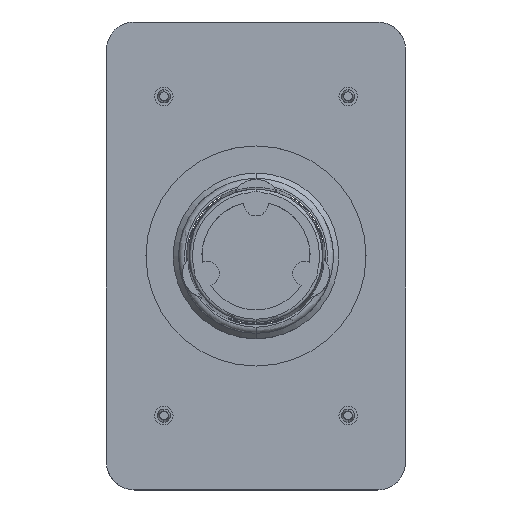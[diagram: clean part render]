
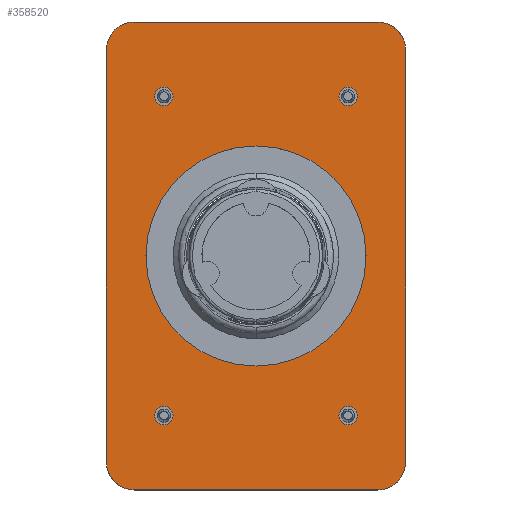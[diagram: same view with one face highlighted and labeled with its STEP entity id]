
A CAD part, top view. The second image highlights one B-rep face of the part: STEP entity #358520.
In plain terms, the highlighted face is planar.
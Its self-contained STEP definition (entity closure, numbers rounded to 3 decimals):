
#5580=CARTESIAN_POINT('',(26.2,41.275,-11.811));
#5590=VERTEX_POINT('',#5580);
#5750=CARTESIAN_POINT('',(21.425,41.275,-11.811));
#5760=VERTEX_POINT('',#5750);
#5790=CARTESIAN_POINT('',(23.813,41.275,-11.811));
#5800=DIRECTION('',(0.,0.,-1.));
#5810=DIRECTION('',(-1.,0.,0.));
#5820=AXIS2_PLACEMENT_3D('',#5790,#5800,#5810);
#5830=CIRCLE('',#5820,2.388);
#5840=EDGE_CURVE('',#5590,#5760,#5830,.T.);
#356750=CARTESIAN_POINT('',(28.448,0.,
-11.811));
#356760=VERTEX_POINT('',#356750);
#356840=CARTESIAN_POINT('',(-28.448,0.,
-11.811));
#356850=VERTEX_POINT('',#356840);
#356880=CARTESIAN_POINT('',(0.,0.,
-11.811));
#356890=DIRECTION('',(0.,0.,-1.));
#356900=DIRECTION('',(-1.,0.,0.));
#356910=AXIS2_PLACEMENT_3D('',#356880,#356890,#356900);
#356920=CIRCLE('',#356910,28.448);
#356930=EDGE_CURVE('',#356760,#356850,#356920,.T.);
#356980=CARTESIAN_POINT('',(0.,0.,
-11.811));
#356990=DIRECTION('',(0.,0.,-1.));
#357000=DIRECTION('',(-1.,0.,0.));
#357010=AXIS2_PLACEMENT_3D('',#356980,#356990,#357000);
#357020=PLANE('',#357010);
#357030=CARTESIAN_POINT('',(-31.441,60.49,-11.811)
);
#357040=CARTESIAN_POINT('',(-32.389,60.49,-11.811)
);
#357050=CARTESIAN_POINT('',(-33.329,60.307,
-11.811));
#357060=CARTESIAN_POINT('',(-35.084,59.586,
-11.811));
#357070=CARTESIAN_POINT('',(-35.882,59.055,
-11.811));
#357080=CARTESIAN_POINT('',(-37.224,57.714,
-11.811));
#357090=CARTESIAN_POINT('',(-37.755,56.915,
-11.811));
#357100=CARTESIAN_POINT('',(-38.475,55.16,
-11.811));
#357110=CARTESIAN_POINT('',(-38.659,54.221,-11.811)
);
#357120=CARTESIAN_POINT('',(-38.659,53.272,-11.811)
);
#357130=B_SPLINE_CURVE_WITH_KNOTS('',3,(#357030,#357040,#357050,#357060,
#357070,#357080,#357090,#357100,#357110,#357120),.UNSPECIFIED.,.F.,.F.,(
4,2,2,2,4),(0.,1.,2.,3.,4.),.UNSPECIFIED.);
#357140=CARTESIAN_POINT('',(-31.441,60.49,-11.811)
);
#357150=VERTEX_POINT('',#357140);
#357160=CARTESIAN_POINT('',(-38.659,53.272,-11.811)
);
#357170=VERTEX_POINT('',#357160);
#357180=EDGE_CURVE('',#357150,#357170,#357130,.T.);
#357190=ORIENTED_EDGE('',*,*,#357180,.F.);
#357200=CARTESIAN_POINT('',(-38.659,0.,
-11.811));
#357210=DIRECTION('',(0.,1.,0.));
#357220=VECTOR('',#357210,1.);
#357230=LINE('',#357200,#357220);
#357240=CARTESIAN_POINT('',(-38.659,-53.272,-11.811
));
#357250=VERTEX_POINT('',#357240);
#357260=EDGE_CURVE('',#357250,#357170,#357230,.T.);
#357270=ORIENTED_EDGE('',*,*,#357260,.T.);
#357280=CARTESIAN_POINT('',(-38.659,-53.272,-11.811
));
#357290=CARTESIAN_POINT('',(-38.659,-54.221,-11.811
));
#357300=CARTESIAN_POINT('',(-38.475,-55.16,
-11.811));
#357310=CARTESIAN_POINT('',(-37.755,-56.915,
-11.811));
#357320=CARTESIAN_POINT('',(-37.224,-57.714,
-11.811));
#357330=CARTESIAN_POINT('',(-35.882,-59.055,
-11.811));
#357340=CARTESIAN_POINT('',(-35.084,-59.586,
-11.811));
#357350=CARTESIAN_POINT('',(-33.329,-60.307,
-11.811));
#357360=CARTESIAN_POINT('',(-32.389,-60.49,-11.811
));
#357370=CARTESIAN_POINT('',(-31.441,-60.49,-11.811
));
#357380=B_SPLINE_CURVE_WITH_KNOTS('',3,(#357280,#357290,#357300,#357310,
#357320,#357330,#357340,#357350,#357360,#357370),.UNSPECIFIED.,.F.,.F.,(
4,2,2,2,4),(0.,1.,2.,3.,4.),.UNSPECIFIED.);
#357390=CARTESIAN_POINT('',(-31.441,-60.49,-11.811
));
#357400=VERTEX_POINT('',#357390);
#357410=EDGE_CURVE('',#357250,#357400,#357380,.T.);
#357420=ORIENTED_EDGE('',*,*,#357410,.F.);
#357430=CARTESIAN_POINT('',(0.,-60.49,
-11.811));
#357440=DIRECTION('',(-1.,0.,0.));
#357450=VECTOR('',#357440,1.);
#357460=LINE('',#357430,#357450);
#357470=CARTESIAN_POINT('',(31.441,-60.49,-11.811)
);
#357480=VERTEX_POINT('',#357470);
#357490=EDGE_CURVE('',#357480,#357400,#357460,.T.);
#357500=ORIENTED_EDGE('',*,*,#357490,.T.);
#357510=CARTESIAN_POINT('',(31.441,-60.49,-11.811)
);
#357520=CARTESIAN_POINT('',(32.389,-60.49,-11.811)
);
#357530=CARTESIAN_POINT('',(33.329,-60.307,
-11.811));
#357540=CARTESIAN_POINT('',(35.084,-59.586,
-11.811));
#357550=CARTESIAN_POINT('',(35.882,-59.055,
-11.811));
#357560=CARTESIAN_POINT('',(37.224,-57.714,
-11.811));
#357570=CARTESIAN_POINT('',(37.755,-56.915,
-11.811));
#357580=CARTESIAN_POINT('',(38.475,-55.16,
-11.811));
#357590=CARTESIAN_POINT('',(38.659,-54.221,-11.811)
);
#357600=CARTESIAN_POINT('',(38.659,-53.272,-11.811)
);
#357610=B_SPLINE_CURVE_WITH_KNOTS('',3,(#357510,#357520,#357530,#357540,
#357550,#357560,#357570,#357580,#357590,#357600),.UNSPECIFIED.,.F.,.F.,(
4,2,2,2,4),(0.,1.,2.,3.,4.),.UNSPECIFIED.);
#357620=CARTESIAN_POINT('',(38.659,-53.272,-11.811)
);
#357630=VERTEX_POINT('',#357620);
#357640=EDGE_CURVE('',#357480,#357630,#357610,.T.);
#357650=ORIENTED_EDGE('',*,*,#357640,.F.);
#357660=CARTESIAN_POINT('',(38.659,0.,
-11.811));
#357670=DIRECTION('',(0.,-1.,0.));
#357680=VECTOR('',#357670,1.);
#357690=LINE('',#357660,#357680);
#357700=CARTESIAN_POINT('',(38.659,53.272,-11.811))
;
#357710=VERTEX_POINT('',#357700);
#357720=EDGE_CURVE('',#357710,#357630,#357690,.T.);
#357730=ORIENTED_EDGE('',*,*,#357720,.T.);
#357740=CARTESIAN_POINT('',(38.659,53.272,-11.811))
;
#357750=CARTESIAN_POINT('',(38.659,54.221,-11.811))
;
#357760=CARTESIAN_POINT('',(38.475,55.16,
-11.811));
#357770=CARTESIAN_POINT('',(37.755,56.915,
-11.811));
#357780=CARTESIAN_POINT('',(37.224,57.714,
-11.811));
#357790=CARTESIAN_POINT('',(35.882,59.055,
-11.811));
#357800=CARTESIAN_POINT('',(35.084,59.586,
-11.811));
#357810=CARTESIAN_POINT('',(33.329,60.307,
-11.811));
#357820=CARTESIAN_POINT('',(32.389,60.49,-11.811))
;
#357830=CARTESIAN_POINT('',(31.441,60.49,-11.811))
;
#357840=B_SPLINE_CURVE_WITH_KNOTS('',3,(#357740,#357750,#357760,#357770,
#357780,#357790,#357800,#357810,#357820,#357830),.UNSPECIFIED.,.F.,.F.,(
4,2,2,2,4),(0.,1.,2.,3.,4.),.UNSPECIFIED.);
#357850=CARTESIAN_POINT('',(31.441,60.49,-11.811))
;
#357860=VERTEX_POINT('',#357850);
#357870=EDGE_CURVE('',#357710,#357860,#357840,.T.);
#357880=ORIENTED_EDGE('',*,*,#357870,.F.);
#357890=CARTESIAN_POINT('',(0.,60.49,
-11.811));
#357900=DIRECTION('',(1.,0.,0.));
#357910=VECTOR('',#357900,1.);
#357920=LINE('',#357890,#357910);
#357930=EDGE_CURVE('',#357150,#357860,#357920,.T.);
#357940=ORIENTED_EDGE('',*,*,#357930,.T.);
#357950=EDGE_LOOP('',(#357940,#357880,#357730,#357650,#357500,#357420,
#357270,#357190));
#357960=FACE_OUTER_BOUND('',#357950,.T.);
#357970=CARTESIAN_POINT('',(-23.813,-41.275,-11.811));
#357980=DIRECTION('',(0.,0.,-1.));
#357990=DIRECTION('',(-1.,0.,0.));
#358000=AXIS2_PLACEMENT_3D('',#357970,#357980,#357990);
#358010=CIRCLE('',#358000,2.388);
#358020=CARTESIAN_POINT('',(-26.2,-41.275,-11.811));
#358030=VERTEX_POINT('',#358020);
#358040=CARTESIAN_POINT('',(-21.425,-41.275,-11.811));
#358050=VERTEX_POINT('',#358040);
#358060=EDGE_CURVE('',#358030,#358050,#358010,.T.);
#358070=ORIENTED_EDGE('',*,*,#358060,.F.);
#358080=EDGE_CURVE('',#358050,#358030,#358010,.T.);
#358090=ORIENTED_EDGE('',*,*,#358080,.F.);
#358100=EDGE_LOOP('',(#358090,#358070));
#358110=FACE_BOUND('',#358100,.T.);
#358120=CARTESIAN_POINT('',(23.813,-41.275,-11.811));
#358130=DIRECTION('',(0.,0.,-1.));
#358140=DIRECTION('',(-1.,0.,0.));
#358150=AXIS2_PLACEMENT_3D('',#358120,#358130,#358140);
#358160=CIRCLE('',#358150,2.388);
#358170=CARTESIAN_POINT('',(21.425,-41.275,-11.811));
#358180=VERTEX_POINT('',#358170);
#358190=CARTESIAN_POINT('',(26.2,-41.275,-11.811));
#358200=VERTEX_POINT('',#358190);
#358210=EDGE_CURVE('',#358180,#358200,#358160,.T.);
#358220=ORIENTED_EDGE('',*,*,#358210,.F.);
#358230=EDGE_CURVE('',#358200,#358180,#358160,.T.);
#358240=ORIENTED_EDGE('',*,*,#358230,.F.);
#358250=EDGE_LOOP('',(#358240,#358220));
#358260=FACE_BOUND('',#358250,.T.);
#358270=CARTESIAN_POINT('',(-23.813,41.275,-11.811));
#358280=DIRECTION('',(0.,0.,-1.));
#358290=DIRECTION('',(-1.,0.,0.));
#358300=AXIS2_PLACEMENT_3D('',#358270,#358280,#358290);
#358310=CIRCLE('',#358300,2.388);
#358320=CARTESIAN_POINT('',(-26.2,41.275,-11.811));
#358330=VERTEX_POINT('',#358320);
#358340=CARTESIAN_POINT('',(-21.425,41.275,-11.811));
#358350=VERTEX_POINT('',#358340);
#358360=EDGE_CURVE('',#358330,#358350,#358310,.T.);
#358370=ORIENTED_EDGE('',*,*,#358360,.F.);
#358380=EDGE_CURVE('',#358350,#358330,#358310,.T.);
#358390=ORIENTED_EDGE('',*,*,#358380,.F.);
#358400=EDGE_LOOP('',(#358390,#358370));
#358410=FACE_BOUND('',#358400,.T.);
#358420=EDGE_CURVE('',#5760,#5590,#5830,.T.);
#358430=ORIENTED_EDGE('',*,*,#358420,.F.);
#358440=ORIENTED_EDGE('',*,*,#5840,.F.);
#358450=EDGE_LOOP('',(#358440,#358430));
#358460=FACE_BOUND('',#358450,.T.);
#358470=EDGE_CURVE('',#356850,#356760,#356920,.T.);
#358480=ORIENTED_EDGE('',*,*,#358470,.F.);
#358490=ORIENTED_EDGE('',*,*,#356930,.F.);
#358500=EDGE_LOOP('',(#358490,#358480));
#358510=FACE_BOUND('',#358500,.T.);
#358520=ADVANCED_FACE('',(#357960,#358110,#358260,#358410,#358460,
#358510),#357020,.T.);
